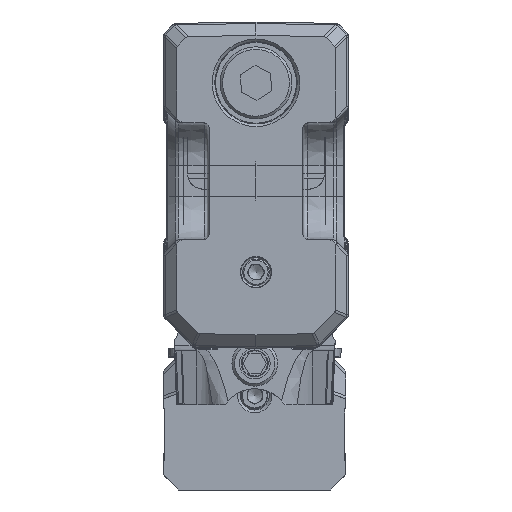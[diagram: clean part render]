
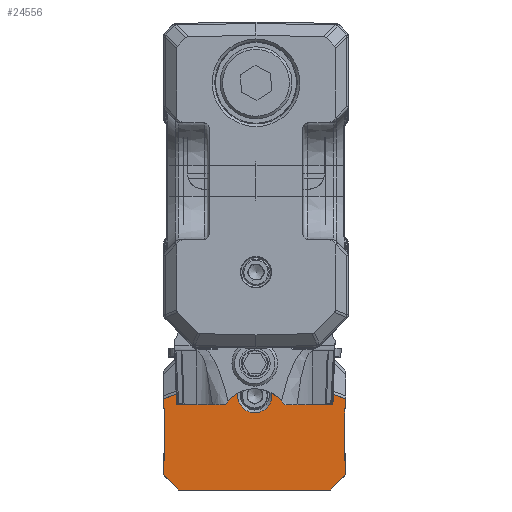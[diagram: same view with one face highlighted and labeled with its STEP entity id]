
A CAD part, front view. The second image highlights one B-rep face of the part: STEP entity #24556.
In plain terms, the highlighted planar face has unit normal (0, -1, 0).
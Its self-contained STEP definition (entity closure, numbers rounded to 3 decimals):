
#6493=FACE_BOUND('',#38950,.T.);
#6494=FACE_BOUND('',#38951,.T.);
#24556=ADVANCED_FACE('',(#6493,#6494),#28691,.F.);
#28691=PLANE('',#119675);
#38950=EDGE_LOOP('',(#56479,#56480,#56481,#56482,#56483,#56484,#56485,#56486,
#56487,#56488,#56489,#56490,#56491,#56492,#56493,#56494,#56495,#56496,#56497,
#56498,#56499,#56500));
#38951=EDGE_LOOP('',(#56501));
#56479=ORIENTED_EDGE('',*,*,#86334,.T.);
#56480=ORIENTED_EDGE('',*,*,#83429,.T.);
#56481=ORIENTED_EDGE('',*,*,#83430,.F.);
#56482=ORIENTED_EDGE('',*,*,#83448,.T.);
#56483=ORIENTED_EDGE('',*,*,#86333,.T.);
#56484=ORIENTED_EDGE('',*,*,#86082,.T.);
#56485=ORIENTED_EDGE('',*,*,#84016,.F.);
#56486=ORIENTED_EDGE('',*,*,#86149,.T.);
#56487=ORIENTED_EDGE('',*,*,#86321,.T.);
#56488=ORIENTED_EDGE('',*,*,#83503,.T.);
#56489=ORIENTED_EDGE('',*,*,#83489,.T.);
#56490=ORIENTED_EDGE('',*,*,#83478,.T.);
#56491=ORIENTED_EDGE('',*,*,#84003,.T.);
#56492=ORIENTED_EDGE('',*,*,#86152,.F.);
#56493=ORIENTED_EDGE('',*,*,#85800,.F.);
#56494=ORIENTED_EDGE('',*,*,#85802,.F.);
#56495=ORIENTED_EDGE('',*,*,#86211,.F.);
#56496=ORIENTED_EDGE('',*,*,#83954,.T.);
#56497=ORIENTED_EDGE('',*,*,#86213,.T.);
#56498=ORIENTED_EDGE('',*,*,#86107,.T.);
#56499=ORIENTED_EDGE('',*,*,#86106,.T.);
#56500=ORIENTED_EDGE('',*,*,#85787,.T.);
#56501=ORIENTED_EDGE('',*,*,#83730,.T.);
#73027=VERTEX_POINT('',#170043);
#73028=VERTEX_POINT('',#170045);
#73029=VERTEX_POINT('',#170049);
#73044=VERTEX_POINT('',#170083);
#73065=VERTEX_POINT('',#170140);
#73068=VERTEX_POINT('',#170145);
#73078=VERTEX_POINT('',#170169);
#73087=VERTEX_POINT('',#170193);
#73273=VERTEX_POINT('',#170757);
#73451=VERTEX_POINT('',#171264);
#73452=VERTEX_POINT('',#171266);
#73498=VERTEX_POINT('',#171425);
#73507=VERTEX_POINT('',#171449);
#73508=VERTEX_POINT('',#171451);
#74633=VERTEX_POINT('',#183071);
#74634=VERTEX_POINT('',#183073);
#74640=VERTEX_POINT('',#183094);
#74641=VERTEX_POINT('',#183096);
#74642=VERTEX_POINT('',#183100);
#74760=VERTEX_POINT('',#184780);
#74771=VERTEX_POINT('',#184863);
#74772=VERTEX_POINT('',#184867);
#74786=VERTEX_POINT('',#185022);
#83429=EDGE_CURVE('',#73027,#73028,#95958,.T.);
#83430=EDGE_CURVE('',#73029,#73028,#95959,.T.);
#83448=EDGE_CURVE('',#73029,#73044,#95972,.T.);
#83478=EDGE_CURVE('',#73065,#73068,#95993,.T.);
#83489=EDGE_CURVE('',#73078,#73065,#95999,.T.);
#83503=EDGE_CURVE('',#73087,#73078,#96010,.T.);
#83730=EDGE_CURVE('',#73273,#73273,#110793,.T.);
#83954=EDGE_CURVE('',#73452,#73451,#96222,.T.);
#84003=EDGE_CURVE('',#73068,#73498,#96241,.T.);
#84016=EDGE_CURVE('',#73507,#73508,#96251,.T.);
#85787=EDGE_CURVE('',#74634,#74633,#96879,.T.);
#85800=EDGE_CURVE('',#74641,#74640,#111353,.T.);
#85802=EDGE_CURVE('',#74642,#74641,#96892,.T.);
#86082=EDGE_CURVE('',#74760,#73508,#97040,.T.);
#86106=EDGE_CURVE('',#74771,#74634,#111387,.T.);
#86107=EDGE_CURVE('',#74772,#74771,#97056,.T.);
#86149=EDGE_CURVE('',#73507,#74786,#97090,.T.);
#86152=EDGE_CURVE('',#74640,#73498,#97093,.T.);
#86211=EDGE_CURVE('',#73452,#74642,#111403,.T.);
#86213=EDGE_CURVE('',#73451,#74772,#111404,.T.);
#86321=EDGE_CURVE('',#74786,#73087,#97191,.T.);
#86333=EDGE_CURVE('',#73044,#74760,#97203,.T.);
#86334=EDGE_CURVE('',#74633,#73027,#97204,.T.);
#95958=LINE('',#170046,#104233);
#95959=LINE('',#170048,#104234);
#95972=LINE('',#170084,#104247);
#95993=LINE('',#170146,#104268);
#95999=LINE('',#170168,#104274);
#96010=LINE('',#170196,#104285);
#96222=LINE('',#171265,#104497);
#96241=LINE('',#171426,#104516);
#96251=LINE('',#171450,#104526);
#96879=LINE('',#183072,#105227);
#96892=LINE('',#183101,#105240);
#97040=LINE('',#184782,#105388);
#97056=LINE('',#184866,#105404);
#97090=LINE('',#185023,#105438);
#97093=LINE('',#185029,#105441);
#97191=LINE('',#185696,#105539);
#97203=LINE('',#185726,#105551);
#97204=LINE('',#185729,#105552);
#104233=VECTOR('',#131554,1.);
#104234=VECTOR('',#131557,1.);
#104247=VECTOR('',#131584,1.);
#104268=VECTOR('',#131639,1.);
#104274=VECTOR('',#131659,1.);
#104285=VECTOR('',#131682,1.);
#104497=VECTOR('',#132624,1.);
#104516=VECTOR('',#132685,1.);
#104526=VECTOR('',#132705,1.);
#105227=VECTOR('',#135440,1.);
#105240=VECTOR('',#135467,1.);
#105388=VECTOR('',#135983,1.);
#105404=VECTOR('',#136065,1.);
#105438=VECTOR('',#136155,1.);
#105441=VECTOR('',#136162,1.);
#105539=VECTOR('',#136586,1.);
#105551=VECTOR('',#136634,1.);
#105552=VECTOR('',#136639,1.);
#110793=CIRCLE('',#118017,1.7);
#111353=CIRCLE('',#119242,0.8);
#111387=CIRCLE('',#119459,0.8);
#111403=CIRCLE('',#119551,0.8);
#111404=CIRCLE('',#119555,0.8);
#118017=AXIS2_PLACEMENT_3D('',#170756,#132159,#132160);
#119242=AXIS2_PLACEMENT_3D('',#183097,#135462,#135463);
#119459=AXIS2_PLACEMENT_3D('',#184864,#136061,#136062);
#119551=AXIS2_PLACEMENT_3D('',#185346,#136306,#136307);
#119555=AXIS2_PLACEMENT_3D('',#185351,#136315,#136316);
#119675=AXIS2_PLACEMENT_3D('',#185731,#136642,#136643);
#131554=DIRECTION('',(1.,0.,0.));
#131557=DIRECTION('',(0.,0.,1.));
#131584=DIRECTION('',(-1.,0.,0.));
#131639=DIRECTION('',(1.,0.,0.));
#131659=DIRECTION('',(0.,0.,1.));
#131682=DIRECTION('',(-1.,0.,0.));
#132159=DIRECTION('',(0.,1.,0.));
#132160=DIRECTION('',(-1.,0.,0.));
#132624=DIRECTION('',(-1.,0.,0.));
#132685=DIRECTION('',(0.,0.,1.));
#132705=DIRECTION('',(-1.,0.,0.));
#135440=DIRECTION('',(-0.94,0.,-0.342));
#135462=DIRECTION('',(0.,-1.,0.));
#135463=DIRECTION('',(-1.,0.,0.));
#135467=DIRECTION('',(-0.5,0.,-0.866));
#135983=DIRECTION('',(0.707,0.,-0.707));
#136061=DIRECTION('',(0.,1.,0.));
#136062=DIRECTION('',(-1.,0.,0.));
#136065=DIRECTION('',(0.5,0.,-0.866));
#136155=DIRECTION('',(0.707,0.,0.707));
#136162=DIRECTION('',(0.94,0.,-0.342));
#136306=DIRECTION('',(0.,1.,0.));
#136307=DIRECTION('',(-1.,0.,0.));
#136315=DIRECTION('',(0.,-1.,0.));
#136316=DIRECTION('',(-1.,0.,0.));
#136586=DIRECTION('',(0.,0.,1.));
#136634=DIRECTION('',(0.,0.,-1.));
#136639=DIRECTION('',(0.,0.,-1.));
#136642=DIRECTION('',(0.,1.,0.));
#136643=DIRECTION('',(0.,0.,1.));
#170043=CARTESIAN_POINT('',(-9.,352.5,-38.2));
#170045=CARTESIAN_POINT('',(-8.885,352.5,-38.2));
#170046=CARTESIAN_POINT('',(0.,352.5,-38.2));
#170048=CARTESIAN_POINT('',(-8.885,352.5,-46.2));
#170049=CARTESIAN_POINT('',(-8.885,352.5,-43.285));
#170083=CARTESIAN_POINT('',(-9.,352.5,-43.285));
#170084=CARTESIAN_POINT('',(0.,352.5,-43.285));
#170140=CARTESIAN_POINT('',(8.885,352.5,-38.2));
#170145=CARTESIAN_POINT('',(9.,352.5,-38.2));
#170146=CARTESIAN_POINT('',(0.,352.5,-38.2));
#170168=CARTESIAN_POINT('',(8.885,352.5,-46.2));
#170169=CARTESIAN_POINT('',(8.885,352.5,-43.285));
#170193=CARTESIAN_POINT('',(9.,352.5,-43.285));
#170196=CARTESIAN_POINT('',(0.,352.5,-43.285));
#170756=CARTESIAN_POINT('',(0.,352.5,-36.874));
#170757=CARTESIAN_POINT('',(-1.7,352.5,-36.874));
#171264=CARTESIAN_POINT('',(-5.922,352.5,-33.2));
#171265=CARTESIAN_POINT('',(0.,352.5,-33.2));
#171266=CARTESIAN_POINT('',(5.922,352.5,-33.2));
#171425=CARTESIAN_POINT('',(9.,352.5,-37.2));
#171426=CARTESIAN_POINT('',(9.,352.5,-46.2));
#171449=CARTESIAN_POINT('',(7.5,352.5,-46.2));
#171450=CARTESIAN_POINT('',(0.,352.5,-46.2));
#171451=CARTESIAN_POINT('',(-7.5,352.5,-46.2));
#183071=CARTESIAN_POINT('',(-9.,352.5,-37.2));
#183072=CARTESIAN_POINT('',(-3.945,352.5,-35.36));
#183073=CARTESIAN_POINT('',(-5.922,352.5,-36.08));
#183094=CARTESIAN_POINT('',(5.922,352.5,-36.08));
#183096=CARTESIAN_POINT('',(5.502,352.5,-34.928));
#183097=CARTESIAN_POINT('',(6.195,352.5,-35.328));
#183100=CARTESIAN_POINT('',(5.985,352.5,-34.092));
#183101=CARTESIAN_POINT('',(-0.754,352.5,-45.765));
#184780=CARTESIAN_POINT('',(-9.,352.5,-44.7));
#184782=CARTESIAN_POINT('',(-3.75,352.5,-49.95));
#184863=CARTESIAN_POINT('',(-5.502,352.5,-34.928));
#184864=CARTESIAN_POINT('',(-6.195,352.5,-35.328));
#184866=CARTESIAN_POINT('',(0.754,352.5,-45.765));
#184867=CARTESIAN_POINT('',(-5.985,352.5,-34.092));
#185022=CARTESIAN_POINT('',(9.,352.5,-44.7));
#185023=CARTESIAN_POINT('',(3.75,352.5,-49.95));
#185029=CARTESIAN_POINT('',(3.945,352.5,-35.36));
#185346=CARTESIAN_POINT('',(5.292,352.5,-33.692));
#185351=CARTESIAN_POINT('',(-5.292,352.5,-33.692));
#185696=CARTESIAN_POINT('',(9.,352.5,-46.2));
#185726=CARTESIAN_POINT('',(-9.,352.5,-46.2));
#185729=CARTESIAN_POINT('',(-9.,352.5,-46.2));
#185731=CARTESIAN_POINT('',(0.,352.5,-46.2));
